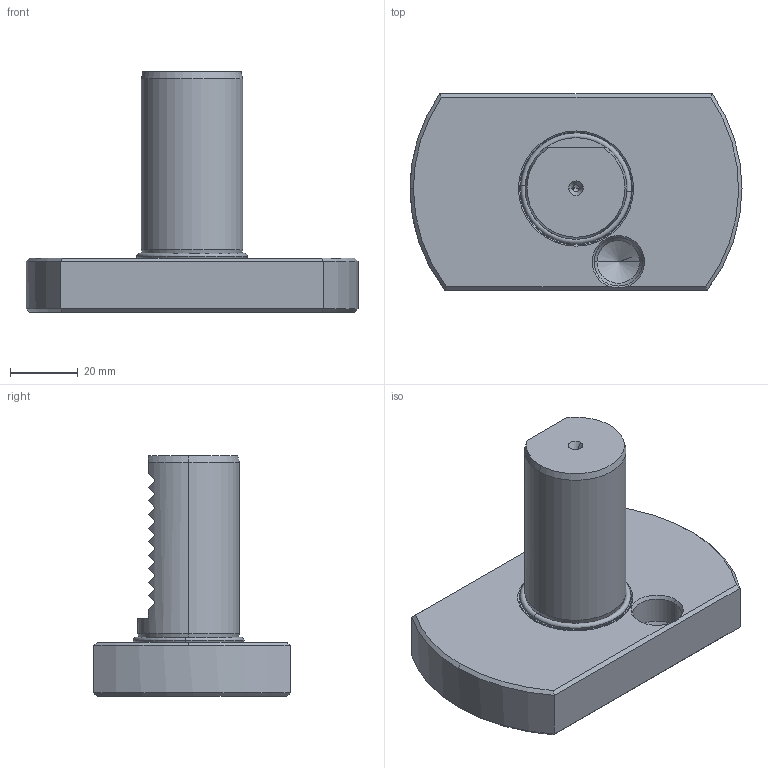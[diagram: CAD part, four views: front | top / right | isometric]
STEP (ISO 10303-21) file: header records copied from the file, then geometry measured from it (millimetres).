
FILE_DESCRIPTION (( 'STEP AP203' ), '1' );
FILE_NAME ('309.29.20.STEP', '2016-11-26T07:02:29', ( '' ), ( '' ), 'SwSTEP 2.0', 'SolidWorks 2012', '' );
FILE_SCHEMA (( 'CONFIG_CONTROL_DESIGN' ));
Length unit declared in the file: millimetre
Products named in the file (3): O型環; 309.29.20; VDI30    Z2定位塊16
Assembly tree (2 placements, depth 2):
  309.29.20
    VDI30    Z2定位塊16
    O型環
Bounding box: 98 x 58 x 71 mm (x, y, z)
Volume: 119453.6 mm3; surface area: 21282.4 mm2
Topology: 2 solids, 2 shells, 87 faces, 217 edges, 131 vertices
Faces by surface type: plane 33, cone 23, cylinder 21, torus 10
Entity records: 2987 total; most frequent: CARTESIAN_POINT 769, ORIENTED_EDGE 426, DIRECTION 391, EDGE_CURVE 213, AXIS2_PLACEMENT_3D 157, VERTEX_POINT 131, EDGE_LOOP 90, FACE_OUTER_BOUND 87
